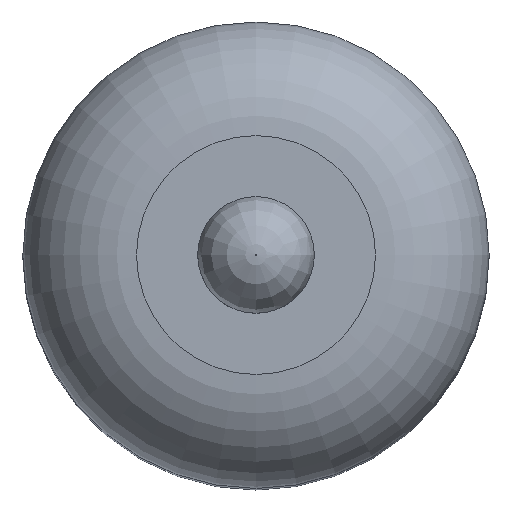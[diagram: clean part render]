
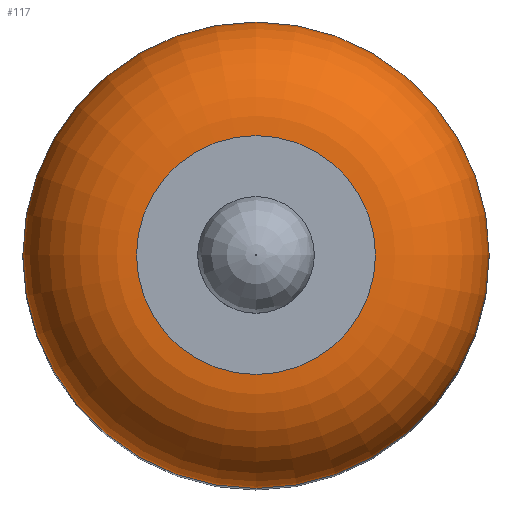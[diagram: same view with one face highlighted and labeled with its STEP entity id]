
A CAD part, top view. The second image highlights one B-rep face of the part: STEP entity #117.
In plain terms, the highlighted toroidal (fillet/blend) face has major radius 5.122 mm and minor radius 4.878 mm.
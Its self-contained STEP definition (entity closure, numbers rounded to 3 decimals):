
#92 = EDGE_CURVE('',#93,#93,#95,.T.);
#93 = VERTEX_POINT('',#94);
#94 = CARTESIAN_POINT('',(6.622,-8.48,44.31));
#95 = CIRCLE('',#96,5.122);
#96 = AXIS2_PLACEMENT_3D('',#97,#98,#99);
#97 = CARTESIAN_POINT('',(1.5,-8.48,44.31));
#98 = DIRECTION('',(0.,0.,1.));
#99 = DIRECTION('',(1.,0.,0.));
#117 = ADVANCED_FACE('',(#118),#138,.T.);
#118 = FACE_BOUND('',#119,.T.);
#119 = EDGE_LOOP('',(#120,#129,#136,#137));
#120 = ORIENTED_EDGE('',*,*,#121,.F.);
#121 = EDGE_CURVE('',#122,#93,#124,.T.);
#122 = VERTEX_POINT('',#123);
#123 = CARTESIAN_POINT('',(11.5,-8.48,39.432));
#124 = CIRCLE('',#125,4.878);
#125 = AXIS2_PLACEMENT_3D('',#126,#127,#128);
#126 = CARTESIAN_POINT('',(6.622,-8.48,39.432));
#127 = DIRECTION('',(0.,-1.,0.));
#128 = DIRECTION('',(1.,0.,0.));
#129 = ORIENTED_EDGE('',*,*,#130,.T.);
#130 = EDGE_CURVE('',#122,#122,#131,.T.);
#131 = CIRCLE('',#132,10.);
#132 = AXIS2_PLACEMENT_3D('',#133,#134,#135);
#133 = CARTESIAN_POINT('',(1.5,-8.48,39.432));
#134 = DIRECTION('',(0.,0.,1.));
#135 = DIRECTION('',(1.,0.,0.));
#136 = ORIENTED_EDGE('',*,*,#121,.T.);
#137 = ORIENTED_EDGE('',*,*,#92,.F.);
#138 = TOROIDAL_SURFACE('',#139,5.122,4.878);
#139 = AXIS2_PLACEMENT_3D('',#140,#141,#142);
#140 = CARTESIAN_POINT('',(1.5,-8.48,39.432));
#141 = DIRECTION('',(0.,0.,1.));
#142 = DIRECTION('',(1.,0.,0.));
